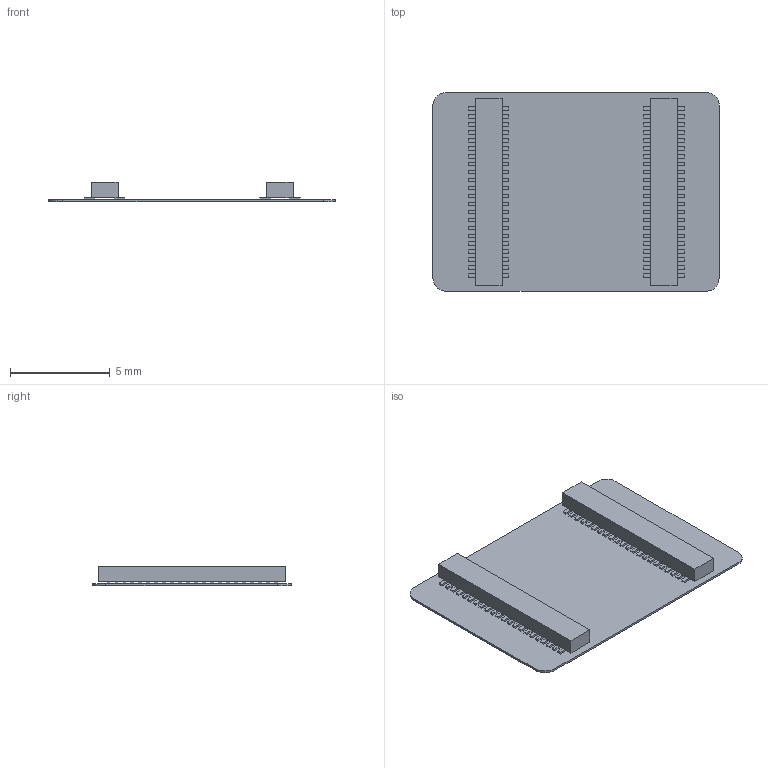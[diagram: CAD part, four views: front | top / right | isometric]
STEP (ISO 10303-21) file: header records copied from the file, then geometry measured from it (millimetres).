
FILE_DESCRIPTION(('Open CASCADE Model'),'2;1');
FILE_NAME('Open CASCADE Shape Model','2025-03-02T07:14:11',('Author'),( 'Open CASCADE'),'Open CASCADE STEP processor 6.8','Open CASCADE 6.8' ,'Unknown');
FILE_SCHEMA(('AUTOMOTIVE_DESIGN { 1 0 10303 214 1 1 1 1 }'));
Length unit declared in the file: millimetre
Products named in the file (1): PCB
Bounding box: 14.38 x 9.98 x 0.96 mm (x, y, z)
Volume: 34.9 mm3; surface area: 404.9 mm2
Topology: 91 solids, 91 shells, 551 faces, 1107 edges, 738 vertices
Faces by surface type: plane 547, cylinder 4
Entity records: 14480 total; most frequent: CARTESIAN_POINT 2397, DIRECTION 2219, ORIENTED_EDGE 2214, EDGE_CURVE 1107, LINE 1099, VECTOR 1099, VERTEX_POINT 738, AXIS2_PLACEMENT_3D 560
